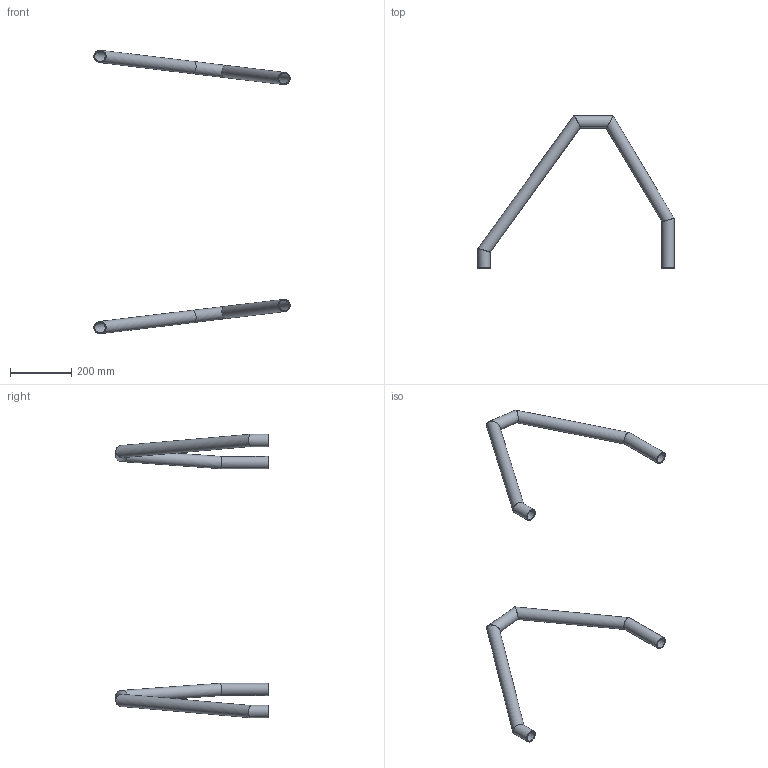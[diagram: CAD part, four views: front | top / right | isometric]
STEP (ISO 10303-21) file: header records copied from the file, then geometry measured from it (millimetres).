
FILE_DESCRIPTION(/* description */ (''),/* implementation_level */ '2;1');
FILE_NAME(/* name */ 'DUOMO_POST_33_ASM_1_ASM.stp',/* time_stamp */ '2016-06-02T11:09:05+02:00',/* author */ (''),/* organization */ (''),/* preprocessor_version */ 'ST-DEVELOPER v16.5',/* originating_system */ 'Autodesk Translation Framework v5.0.0.3310',/* authorisation */ '');
FILE_SCHEMA (('AUTOMOTIVE_DESIGN { 1 0 10303 214 3 1 1 }'));
Length unit declared in the file: centimetre
Products named in the file (3): DUOMO_POST_33_ASM_1_ASM; MANIFOLD_SOLID_BREP_834_1; MANIFOLD_SOLID_BREP_1668_1
Assembly tree (2 placements, depth 2):
  DUOMO_POST_33_ASM_1_ASM
    MANIFOLD_SOLID_BREP_834_1
    MANIFOLD_SOLID_BREP_1668_1
Bounding box: 640 x 496.98 x 924 mm (x, y, z)
Volume: 846232.6 mm3; surface area: 565550.1 mm2
Topology: 2 solids, 2 shells, 24 faces, 68 edges, 48 vertices
Faces by surface type: cylinder 20, plane 4
Full cylindrical faces by diameter (mm): 34 x10, 40 x10
Entity records: 715 total; most frequent: DIRECTION 138, CARTESIAN_POINT 109, ORIENTED_EDGE 80, AXIS2_PLACEMENT_3D 69, EDGE_LOOP 48, VERTEX_POINT 40, EDGE_CURVE 40, ELLIPSE 32
